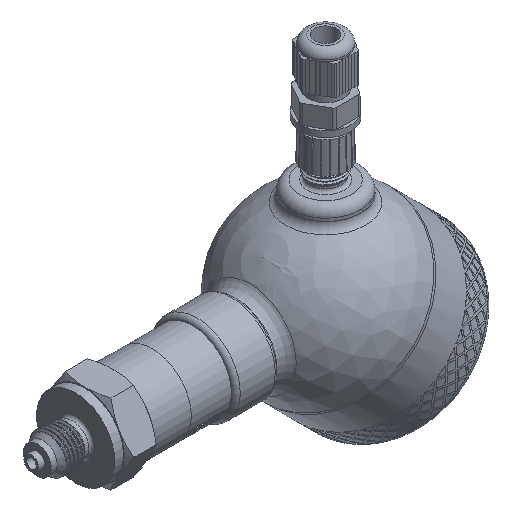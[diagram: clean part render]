
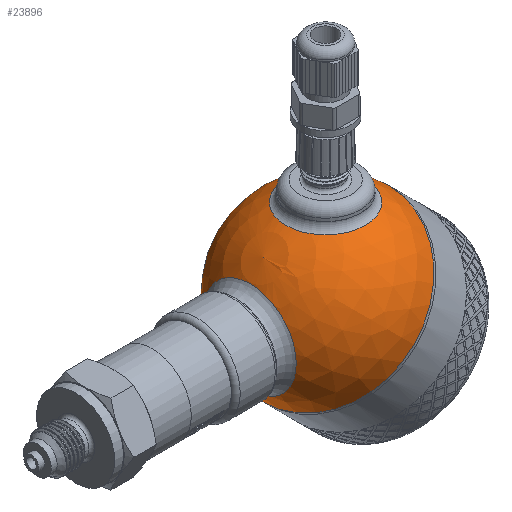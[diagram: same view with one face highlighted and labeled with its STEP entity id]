
A CAD part, isometric view. The second image highlights one B-rep face of the part: STEP entity #23896.
In plain terms, the highlighted spherical face has radius 30 mm.
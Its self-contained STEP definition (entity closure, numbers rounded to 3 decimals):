
#56=SPHERICAL_SURFACE('',#25339,30.);
#111=FACE_BOUND('',#3417,.T.);
#112=FACE_BOUND('',#3418,.T.);
#1857=FACE_OUTER_BOUND('',#3416,.T.);
#3416=EDGE_LOOP('',(#17407,#17408,#17409,#17410));
#3417=EDGE_LOOP('',(#17411));
#3418=EDGE_LOOP('',(#17412));
#4835=CIRCLE('',#25261,30.);
#4836=CIRCLE('',#25262,30.);
#4863=CIRCLE('',#25335,13.5);
#4866=CIRCLE('',#25340,30.);
#4867=CIRCLE('',#25341,15.643);
#9383=VERTEX_POINT('',#32993);
#9384=VERTEX_POINT('',#32995);
#9883=VERTEX_POINT('',#39382);
#9885=VERTEX_POINT('',#39389);
#9886=VERTEX_POINT('',#39391);
#11941=EDGE_CURVE('',#9383,#9384,#4835,.T.);
#11942=EDGE_CURVE('',#9384,#9383,#4836,.T.);
#12693=EDGE_CURVE('',#9883,#9883,#4863,.T.);
#12696=EDGE_CURVE('',#9384,#9885,#4866,.T.);
#12697=EDGE_CURVE('',#9886,#9886,#4867,.T.);
#17407=ORIENTED_EDGE('',*,*,#11942,.F.);
#17408=ORIENTED_EDGE('',*,*,#12696,.T.);
#17409=ORIENTED_EDGE('',*,*,#12696,.F.);
#17410=ORIENTED_EDGE('',*,*,#11941,.F.);
#17411=ORIENTED_EDGE('',*,*,#12697,.F.);
#17412=ORIENTED_EDGE('',*,*,#12693,.F.);
#23896=ADVANCED_FACE('',(#1857,#111,#112),#56,.T.);
#25261=AXIS2_PLACEMENT_3D('',#32996,#26547,#26548);
#25262=AXIS2_PLACEMENT_3D('',#32997,#26549,#26550);
#25335=AXIS2_PLACEMENT_3D('',#39383,#26959,#26960);
#25339=AXIS2_PLACEMENT_3D('',#39388,#26967,#26968);
#25340=AXIS2_PLACEMENT_3D('',#39390,#26969,#26970);
#25341=AXIS2_PLACEMENT_3D('',#39392,#26971,#26972);
#26547=DIRECTION('center_axis',(1.,0.,0.));
#26548=DIRECTION('ref_axis',(0.,1.,0.));
#26549=DIRECTION('center_axis',(1.,0.,0.));
#26550=DIRECTION('ref_axis',(0.,1.,0.));
#26959=DIRECTION('center_axis',(-0.707,0.,-0.707));
#26960=DIRECTION('ref_axis',(-0.707,0.,0.707));
#26967=DIRECTION('center_axis',(1.,0.,0.));
#26968=DIRECTION('ref_axis',(0.,-1.,0.));
#26969=DIRECTION('center_axis',(0.,0.,1.));
#26970=DIRECTION('ref_axis',(0.,1.,0.));
#26971=DIRECTION('center_axis',(-0.707,0.,0.707));
#26972=DIRECTION('ref_axis',(0.707,0.,0.707));
#32993=CARTESIAN_POINT('',(0.,-30.,0.));
#32995=CARTESIAN_POINT('',(0.,30.,0.));
#32996=CARTESIAN_POINT('Origin',(0.,0.,0.));
#32997=CARTESIAN_POINT('Origin',(0.,0.,0.));
#39382=CARTESIAN_POINT('',(-9.398,0.,-28.49));
#39383=CARTESIAN_POINT('Origin',(-18.944,0.,-18.944));
#39388=CARTESIAN_POINT('Origin',(0.,0.,0.));
#39389=CARTESIAN_POINT('',(-30.,0.,0.));
#39390=CARTESIAN_POINT('Origin',(0.,0.,0.));
#39391=CARTESIAN_POINT('',(-29.162,0.,7.04));
#39392=CARTESIAN_POINT('Origin',(-18.101,0.,18.101));
